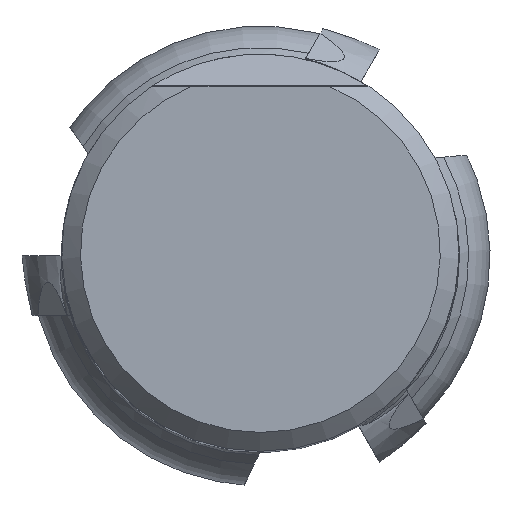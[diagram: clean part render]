
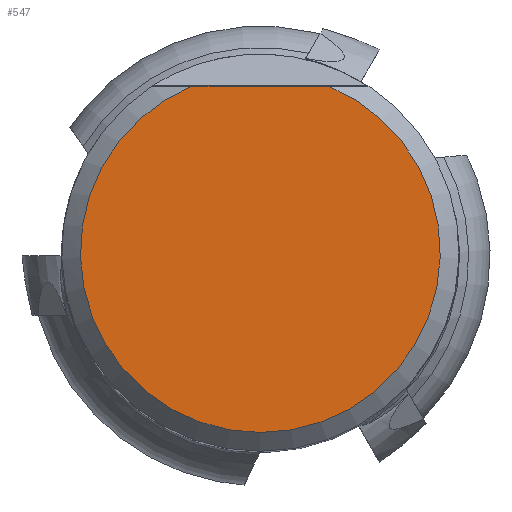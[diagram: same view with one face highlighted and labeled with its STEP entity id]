
A CAD part, top view. The second image highlights one B-rep face of the part: STEP entity #547.
In plain terms, the highlighted planar face has unit normal (0, 0, 1).
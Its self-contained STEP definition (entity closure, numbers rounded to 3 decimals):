
#346=FACE_OUTER_BOUND('',#943,.T.);
#547=ADVANCED_FACE('',(#346),#737,.T.);
#737=PLANE('',#3837);
#943=EDGE_LOOP('',(#1781,#1782));
#1191=CIRCLE('',#3835,14.371);
#1294=LINE('',#5906,#1440);
#1440=VECTOR('',#4351,1.);
#1781=ORIENTED_EDGE('',*,*,#3101,.F.);
#1782=ORIENTED_EDGE('',*,*,#3099,.T.);
#2729=VERTEX_POINT('',#5898);
#2730=VERTEX_POINT('',#5900);
#3099=EDGE_CURVE('',#2730,#2729,#1191,.T.);
#3101=EDGE_CURVE('',#2730,#2729,#1294,.T.);
#3835=AXIS2_PLACEMENT_3D('',#5899,#4347,#4348);
#3837=AXIS2_PLACEMENT_3D('',#5907,#4352,#4353);
#4347=DIRECTION('',(0.,0.,1.));
#4348=DIRECTION('',(1.,0.,0.));
#4351=DIRECTION('',(1.,0.,0.));
#4352=DIRECTION('',(0.,0.,1.));
#4353=DIRECTION('',(-1.,0.,0.));
#5898=CARTESIAN_POINT('',(5.471,13.289,0.));
#5899=CARTESIAN_POINT('',(0.,0.,0.));
#5900=CARTESIAN_POINT('',(-5.471,13.289,0.));
#5906=CARTESIAN_POINT('',(0.,13.289,0.));
#5907=CARTESIAN_POINT('',(0.,0.,0.));
